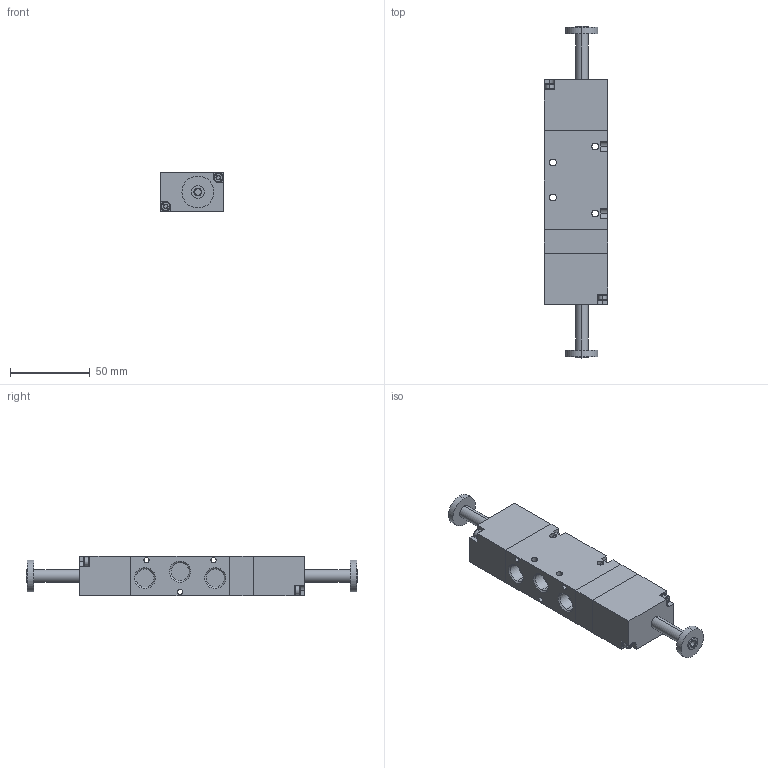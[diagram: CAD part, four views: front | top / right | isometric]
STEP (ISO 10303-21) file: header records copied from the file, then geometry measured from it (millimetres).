
FILE_DESCRIPTION(('HOOPS Exchange Step'),'2;1');
FILE_NAME('export-3E29A5EC-8DBF-47B5-A555-6718772B0156.stp','2021-04-28T09:01:31+02:00',('Engineering'),('Alibre'),'HOOPS Exchange 2020.1','Alibre','Unknown authorisation');
FILE_SCHEMA( ('AP242_MANAGED_MODEL_BASED_3D_ENGINEERING_MIM_LF {1 0 10303 442 1 1 4 }') );
Length unit declared in the file: millimetre
Products named in the file (7): 5593-1 7020022300 Mono-stable valve 5-3 1-4inch (Pressure Center); 5593-4 7020022300 Mono-stable valve 5-3 1-4inch (Pressure Center); 5593-6 7020022300 Mono-stable valve 5-3 1-4inch (Pressure Center); 5593-3 7020022300 Mono-stable valve 5-3 1-4inch (Pressure Center); 5593-2 7020022300 Mono-stable valve 5-3 1-4inch (Pressure Center); 5593-5 7020022300 Mono-stable valve 5-3 1-4inch (Pressure Center); 5593 7020022300 Mono-stable valve 5-3 1-4inch (Pressure Center)
Assembly tree (12 placements, depth 2):
  5593 7020022300 Mono-stable valve 5-3 1-4inch (Pressure Center)
    5593-1 7020022300 Mono-stable valve 5-3 1-4inch (Pressure Center)
    5593-4 7020022300 Mono-stable valve 5-3 1-4inch (Pressure Center)  x4
    5593-6 7020022300 Mono-stable valve 5-3 1-4inch (Pressure Center)  x4
    5593-3 7020022300 Mono-stable valve 5-3 1-4inch (Pressure Center)
    5593-2 7020022300 Mono-stable valve 5-3 1-4inch (Pressure Center)
    5593-5 7020022300 Mono-stable valve 5-3 1-4inch (Pressure Center)
Bounding box: 40 x 208 x 25 mm (x, y, z)
Volume: 138626.8 mm3; surface area: 34247.8 mm2
Topology: 8 solids, 100 shells, 292 faces, 829 edges, 628 vertices
Faces by surface type: plane 136, cylinder 94, cone 38, torus 24
Entity records: 6391 total; most frequent: CARTESIAN_POINT 1545, DIRECTION 1041, ORIENTED_EDGE 832, EDGE_CURVE 463, AXIS2_PLACEMENT_3D 394, VERTEX_POINT 322, VECTOR 253, LINE 253
